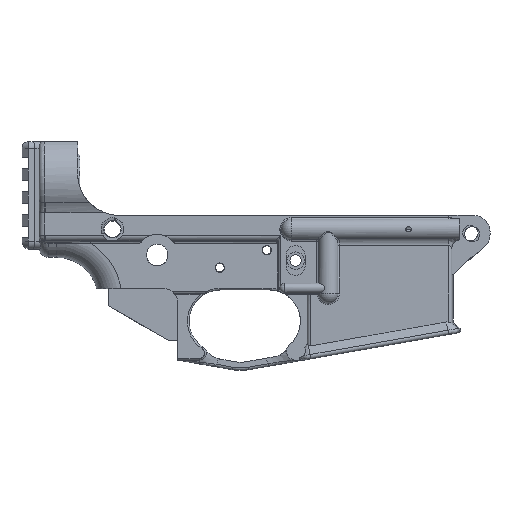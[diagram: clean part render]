
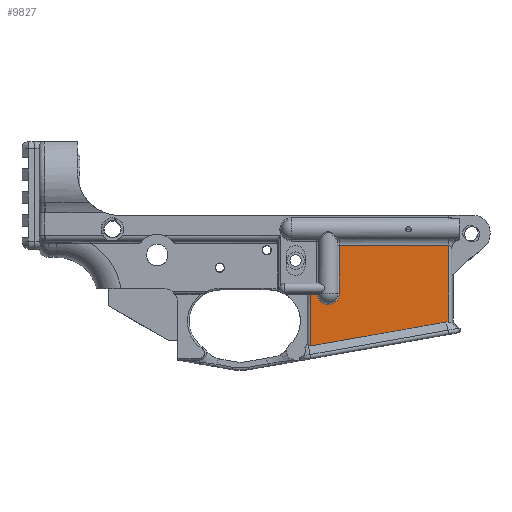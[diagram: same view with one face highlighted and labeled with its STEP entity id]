
A CAD part, left-side view. The second image highlights one B-rep face of the part: STEP entity #9827.
In plain terms, the highlighted face is planar.
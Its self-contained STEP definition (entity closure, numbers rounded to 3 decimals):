
#344=B_SPLINE_CURVE_WITH_KNOTS('',3,(#15870,#15871,#15872,#15873,#15874,
#15875),.UNSPECIFIED.,.F.,.F.,(4,2,4),(-0.114,-0.051,
0.),.UNSPECIFIED.);
#778=PLANE('',#10538);
#1058=FACE_OUTER_BOUND('',#1640,.T.);
#1640=EDGE_LOOP('',(#7065,#7066,#7067,#7068,#7069,#7070,#7071,#7072));
#2276=LINE('',#15877,#3031);
#2277=LINE('',#15879,#3032);
#2278=LINE('',#15880,#3033);
#2279=LINE('',#15882,#3034);
#2280=LINE('',#15884,#3035);
#2281=LINE('',#15885,#3036);
#3031=VECTOR('',#11897,35.127);
#3032=VECTOR('',#11898,49.812);
#3033=VECTOR('',#11899,21.861);
#3034=VECTOR('',#11900,2.864);
#3035=VECTOR('',#11901,23.276);
#3036=VECTOR('',#11902,62.909);
#3782=CIRCLE('',#10535,5.168);
#4349=VERTEX_POINT('',#15848);
#4350=VERTEX_POINT('',#15849);
#4353=VERTEX_POINT('',#15868);
#4354=VERTEX_POINT('',#15869);
#4355=VERTEX_POINT('',#15876);
#4356=VERTEX_POINT('',#15878);
#4357=VERTEX_POINT('',#15881);
#4358=VERTEX_POINT('',#15883);
#5396=EDGE_CURVE('',#4349,#4350,#3782,.T.);
#5400=EDGE_CURVE('',#4353,#4354,#344,.T.);
#5401=EDGE_CURVE('',#4354,#4355,#2276,.T.);
#5402=EDGE_CURVE('',#4355,#4356,#2277,.T.);
#5403=EDGE_CURVE('',#4356,#4350,#2278,.T.);
#5404=EDGE_CURVE('',#4349,#4357,#2279,.T.);
#5405=EDGE_CURVE('',#4358,#4357,#2280,.T.);
#5406=EDGE_CURVE('',#4358,#4353,#2281,.T.);
#7065=ORIENTED_EDGE('',*,*,#5400,.T.);
#7066=ORIENTED_EDGE('',*,*,#5401,.T.);
#7067=ORIENTED_EDGE('',*,*,#5402,.T.);
#7068=ORIENTED_EDGE('',*,*,#5403,.T.);
#7069=ORIENTED_EDGE('',*,*,#5396,.F.);
#7070=ORIENTED_EDGE('',*,*,#5404,.T.);
#7071=ORIENTED_EDGE('',*,*,#5405,.F.);
#7072=ORIENTED_EDGE('',*,*,#5406,.T.);
#9827=ADVANCED_FACE('',(#1058),#778,.T.);
#10535=AXIS2_PLACEMENT_3D('',#15850,#11889,#11890);
#10538=AXIS2_PLACEMENT_3D('',#15867,#11895,#11896);
#11889=DIRECTION('center_axis',(0.,0.,
-1.));
#11890=DIRECTION('ref_axis',(-1.,0.,0.));
#11895=DIRECTION('center_axis',(0.,0.,
-1.));
#11896=DIRECTION('ref_axis',(0.,-1.,0.));
#11897=DIRECTION('',(0.,1.,0.));
#11898=DIRECTION('',(1.,0.,0.));
#11899=DIRECTION('',(0.,-1.,0.));
#11900=DIRECTION('',(1.,0.,0.));
#11901=DIRECTION('',(0.,1.,0.));
#11902=DIRECTION('',(-0.985,0.174,0.));
#15848=CARTESIAN_POINT('',(468.205,131.711,-0.558));
#15849=CARTESIAN_POINT('',(457.926,132.473,-0.558));
#15850=CARTESIAN_POINT('Origin',(463.094,132.473,-0.558));
#15867=CARTESIAN_POINT('Origin',(439.591,108.159,-0.558));
#15868=CARTESIAN_POINT('',(409.116,119.359,-0.558));
#15869=CARTESIAN_POINT('',(408.113,119.207,-0.558));
#15870=CARTESIAN_POINT('Ctrl Pts',(409.116,119.359,-0.558));
#15871=CARTESIAN_POINT('Ctrl Pts',(408.979,119.383,-0.558));
#15872=CARTESIAN_POINT('Ctrl Pts',(408.813,119.39,-0.558));
#15873=CARTESIAN_POINT('Ctrl Pts',(408.438,119.325,-0.558));
#15874=CARTESIAN_POINT('Ctrl Pts',(408.272,119.271,-0.558));
#15875=CARTESIAN_POINT('Ctrl Pts',(408.113,119.207,-0.558));
#15876=CARTESIAN_POINT('',(408.113,154.335,-0.558));
#15877=CARTESIAN_POINT('',(408.113,119.207,-0.558));
#15878=CARTESIAN_POINT('',(457.926,154.335,-0.558));
#15879=CARTESIAN_POINT('',(408.113,154.335,-0.558));
#15880=CARTESIAN_POINT('',(457.926,154.335,-0.558));
#15881=CARTESIAN_POINT('',(471.069,131.711,-0.558));
#15882=CARTESIAN_POINT('',(468.205,131.711,-0.558));
#15883=CARTESIAN_POINT('',(471.069,108.435,-0.558));
#15884=CARTESIAN_POINT('',(471.069,108.435,-0.558));
#15885=CARTESIAN_POINT('',(471.069,108.435,-0.558));
